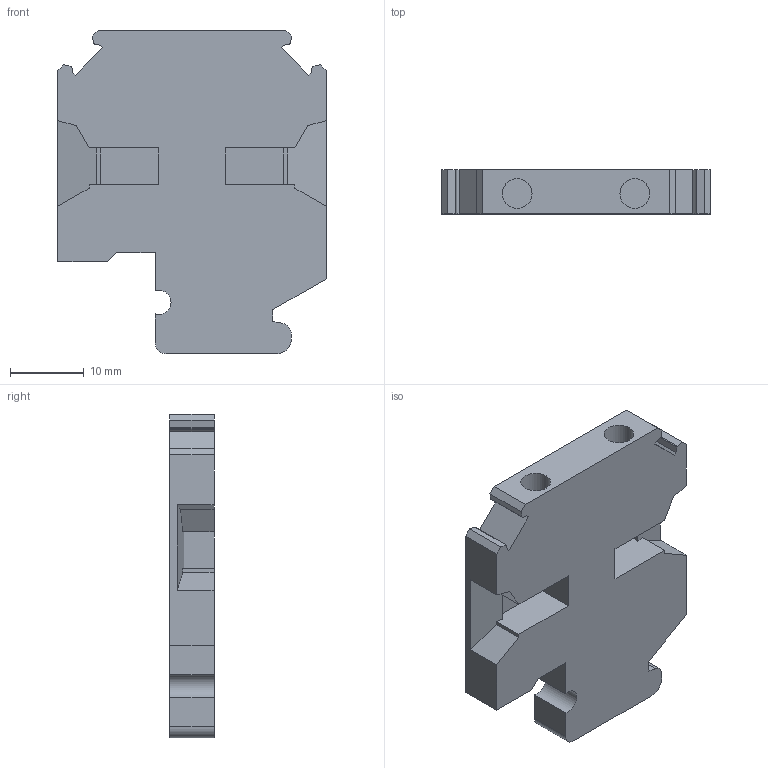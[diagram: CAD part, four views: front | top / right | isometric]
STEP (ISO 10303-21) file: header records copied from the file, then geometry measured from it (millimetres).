
FILE_DESCRIPTION(/* description */ ('Unknown'),/* implementation_level */ '2;1');
FILE_NAME(/* name */ 'CUTM2.5_3D',/* time_stamp */ '2021-04-03T13:53:58+05:00',/* author */ ('Unknown'),/* organization */ ('Unknown'),/* preprocessor_version */ 'ST-DEVELOPER v16.7',/* originating_system */ 'DEX',/* authorisation */ $);
FILE_SCHEMA (('AUTOMOTIVE_DESIGN {1 0 10303 214 3 1 1}'));
Length unit declared in the file: millimetre
Products named in the file (1): Part9
Bounding box: 36.5 x 6 x 44 mm (x, y, z)
Volume: 7037.7 mm3; surface area: 3980.2 mm2
Topology: 1 solids, 1 shells, 70 faces, 200 edges, 134 vertices
Faces by surface type: plane 60, cylinder 10
Full cylindrical faces by diameter (mm): 4.05 x2
Entity records: 2746 total; most frequent: CARTESIAN_POINT 399, ORIENTED_EDGE 392, DIRECTION 358, EDGE_CURVE 196, LINE 176, VECTOR 176, VERTEX_POINT 132, AXIS2_PLACEMENT_3D 91
